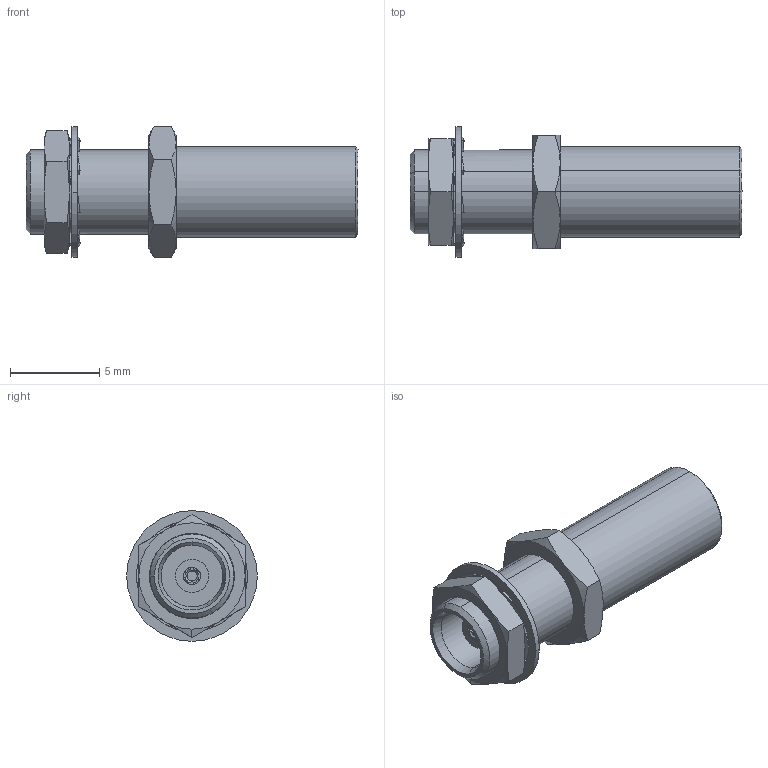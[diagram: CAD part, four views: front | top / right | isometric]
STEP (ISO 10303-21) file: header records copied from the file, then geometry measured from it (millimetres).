
FILE_DESCRIPTION (( 'STEP AP214' ), '1' );
FILE_NAME ('33800~0.STEP', '2019-08-30T12:55:24', ( '' ), ( '' ), 'SwSTEP 2.0', 'SolidWorks 2018', '' );
FILE_SCHEMA (( 'AUTOMOTIVE_DESIGN' ));
Length unit declared in the file: millimetre
Products named in the file (1): 33800~0
Bounding box: 18.55 x 7.3 x 7.33 mm (x, y, z)
Volume: 336.3 mm3; surface area: 624 mm2
Topology: 2 solids, 2 shells, 241 faces, 649 edges, 408 vertices
Faces by surface type: plane 92, cylinder 76, cone 65, bspline 8
Entity records: 8484 total; most frequent: CARTESIAN_POINT 2478, ORIENTED_EDGE 1298, DIRECTION 1191, EDGE_CURVE 649, AXIS2_PLACEMENT_3D 467, VERTEX_POINT 408, LINE 257, VECTOR 257
